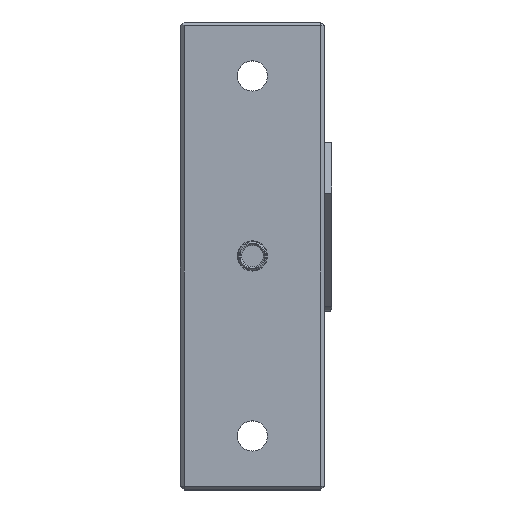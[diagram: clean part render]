
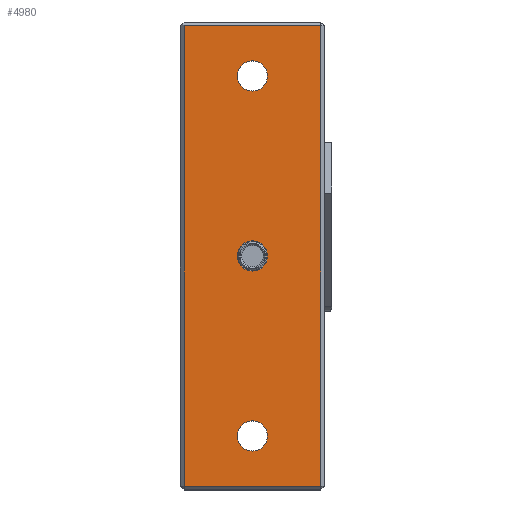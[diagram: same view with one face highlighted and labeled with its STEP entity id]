
A CAD part, top view. The second image highlights one B-rep face of the part: STEP entity #4980.
In plain terms, the highlighted planar face has unit normal (0, 0, 1).
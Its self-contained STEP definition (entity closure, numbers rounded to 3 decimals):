
#4407 = PLANE('',#4408);
#4408 = AXIS2_PLACEMENT_3D('',#4409,#4410,#4411);
#4409 = CARTESIAN_POINT('',(-9.75,-32.5,44.75));
#4410 = DIRECTION('',(0.707,0.,-0.707));
#4411 = DIRECTION('',(0.,1.,0.));
#4529 = VERTEX_POINT('',#4530);
#4530 = CARTESIAN_POINT('',(-9.5,32.,45.));
#4544 = PLANE('',#4545);
#4545 = AXIS2_PLACEMENT_3D('',#4546,#4547,#4548);
#4546 = CARTESIAN_POINT('',(-10.,32.25,44.75));
#4547 = DIRECTION('',(0.,0.707,0.707));
#4548 = DIRECTION('',(1.,0.,0.));
#4556 = EDGE_CURVE('',#4557,#4529,#4559,.T.);
#4557 = VERTEX_POINT('',#4558);
#4558 = CARTESIAN_POINT('',(-9.5,-32.,45.));
#4559 = SURFACE_CURVE('',#4560,(#4564,#4571),.PCURVE_S1.);
#4560 = LINE('',#4561,#4562);
#4561 = CARTESIAN_POINT('',(-9.5,-32.5,45.));
#4562 = VECTOR('',#4563,1.);
#4563 = DIRECTION('',(0.,1.,0.));
#4564 = PCURVE('',#4407,#4565);
#4565 = DEFINITIONAL_REPRESENTATION('',(#4566),#4570);
#4566 = LINE('',#4567,#4568);
#4567 = CARTESIAN_POINT('',(0.,0.354));
#4568 = VECTOR('',#4569,1.);
#4569 = DIRECTION('',(1.,0.));
#4570 = ( GEOMETRIC_REPRESENTATION_CONTEXT(2) 
PARAMETRIC_REPRESENTATION_CONTEXT() REPRESENTATION_CONTEXT('2D SPACE',''
  ) );
#4571 = PCURVE('',#4572,#4577);
#4572 = PLANE('',#4573);
#4573 = AXIS2_PLACEMENT_3D('',#4574,#4575,#4576);
#4574 = CARTESIAN_POINT('',(-10.,-32.5,45.));
#4575 = DIRECTION('',(0.,0.,1.));
#4576 = DIRECTION('',(1.,0.,0.));
#4577 = DEFINITIONAL_REPRESENTATION('',(#4578),#4582);
#4578 = LINE('',#4579,#4580);
#4579 = CARTESIAN_POINT('',(0.5,0.));
#4580 = VECTOR('',#4581,1.);
#4581 = DIRECTION('',(0.,1.));
#4582 = ( GEOMETRIC_REPRESENTATION_CONTEXT(2) 
PARAMETRIC_REPRESENTATION_CONTEXT() REPRESENTATION_CONTEXT('2D SPACE',''
  ) );
#4890 = PLANE('',#4891);
#4891 = AXIS2_PLACEMENT_3D('',#4892,#4893,#4894);
#4892 = CARTESIAN_POINT('',(-10.,-32.25,44.75));
#4893 = DIRECTION('',(0.,0.707,-0.707));
#4894 = DIRECTION('',(-1.,-0.,-0.));
#4908 = EDGE_CURVE('',#4529,#4909,#4911,.T.);
#4909 = VERTEX_POINT('',#4910);
#4910 = CARTESIAN_POINT('',(9.5,32.,45.));
#4911 = SURFACE_CURVE('',#4912,(#4916,#4923),.PCURVE_S1.);
#4912 = LINE('',#4913,#4914);
#4913 = CARTESIAN_POINT('',(-10.,32.,45.));
#4914 = VECTOR('',#4915,1.);
#4915 = DIRECTION('',(1.,0.,0.));
#4916 = PCURVE('',#4544,#4917);
#4917 = DEFINITIONAL_REPRESENTATION('',(#4918),#4922);
#4918 = LINE('',#4919,#4920);
#4919 = CARTESIAN_POINT('',(0.,-0.354));
#4920 = VECTOR('',#4921,1.);
#4921 = DIRECTION('',(1.,0.));
#4922 = ( GEOMETRIC_REPRESENTATION_CONTEXT(2) 
PARAMETRIC_REPRESENTATION_CONTEXT() REPRESENTATION_CONTEXT('2D SPACE',''
  ) );
#4923 = PCURVE('',#4572,#4924);
#4924 = DEFINITIONAL_REPRESENTATION('',(#4925),#4929);
#4925 = LINE('',#4926,#4927);
#4926 = CARTESIAN_POINT('',(0.,64.5));
#4927 = VECTOR('',#4928,1.);
#4928 = DIRECTION('',(1.,0.));
#4929 = ( GEOMETRIC_REPRESENTATION_CONTEXT(2) 
PARAMETRIC_REPRESENTATION_CONTEXT() REPRESENTATION_CONTEXT('2D SPACE',''
  ) );
#4980 = ADVANCED_FACE('',(#4981,#5034,#5065,#5096),#4572,.T.);
#4981 = FACE_BOUND('',#4982,.T.);
#4982 = EDGE_LOOP('',(#4983,#4984,#4985,#5008));
#4983 = ORIENTED_EDGE('',*,*,#4908,.F.);
#4984 = ORIENTED_EDGE('',*,*,#4556,.F.);
#4985 = ORIENTED_EDGE('',*,*,#4986,.T.);
#4986 = EDGE_CURVE('',#4557,#4987,#4989,.T.);
#4987 = VERTEX_POINT('',#4988);
#4988 = CARTESIAN_POINT('',(9.5,-32.,45.));
#4989 = SURFACE_CURVE('',#4990,(#4994,#5001),.PCURVE_S1.);
#4990 = LINE('',#4991,#4992);
#4991 = CARTESIAN_POINT('',(-10.,-32.,45.));
#4992 = VECTOR('',#4993,1.);
#4993 = DIRECTION('',(1.,0.,0.));
#4994 = PCURVE('',#4572,#4995);
#4995 = DEFINITIONAL_REPRESENTATION('',(#4996),#5000);
#4996 = LINE('',#4997,#4998);
#4997 = CARTESIAN_POINT('',(0.,0.5));
#4998 = VECTOR('',#4999,1.);
#4999 = DIRECTION('',(1.,0.));
#5000 = ( GEOMETRIC_REPRESENTATION_CONTEXT(2) 
PARAMETRIC_REPRESENTATION_CONTEXT() REPRESENTATION_CONTEXT('2D SPACE',''
  ) );
#5001 = PCURVE('',#4890,#5002);
#5002 = DEFINITIONAL_REPRESENTATION('',(#5003),#5007);
#5003 = LINE('',#5004,#5005);
#5004 = CARTESIAN_POINT('',(-0.,0.354));
#5005 = VECTOR('',#5006,1.);
#5006 = DIRECTION('',(-1.,0.));
#5007 = ( GEOMETRIC_REPRESENTATION_CONTEXT(2) 
PARAMETRIC_REPRESENTATION_CONTEXT() REPRESENTATION_CONTEXT('2D SPACE',''
  ) );
#5008 = ORIENTED_EDGE('',*,*,#5009,.T.);
#5009 = EDGE_CURVE('',#4987,#4909,#5010,.T.);
#5010 = SURFACE_CURVE('',#5011,(#5015,#5022),.PCURVE_S1.);
#5011 = LINE('',#5012,#5013);
#5012 = CARTESIAN_POINT('',(9.5,-32.5,45.));
#5013 = VECTOR('',#5014,1.);
#5014 = DIRECTION('',(0.,1.,0.));
#5015 = PCURVE('',#4572,#5016);
#5016 = DEFINITIONAL_REPRESENTATION('',(#5017),#5021);
#5017 = LINE('',#5018,#5019);
#5018 = CARTESIAN_POINT('',(19.5,0.));
#5019 = VECTOR('',#5020,1.);
#5020 = DIRECTION('',(0.,1.));
#5021 = ( GEOMETRIC_REPRESENTATION_CONTEXT(2) 
PARAMETRIC_REPRESENTATION_CONTEXT() REPRESENTATION_CONTEXT('2D SPACE',''
  ) );
#5022 = PCURVE('',#5023,#5028);
#5023 = PLANE('',#5024);
#5024 = AXIS2_PLACEMENT_3D('',#5025,#5026,#5027);
#5025 = CARTESIAN_POINT('',(9.75,-32.5,44.75));
#5026 = DIRECTION('',(0.707,0.,0.707));
#5027 = DIRECTION('',(0.,-1.,0.));
#5028 = DEFINITIONAL_REPRESENTATION('',(#5029),#5033);
#5029 = LINE('',#5030,#5031);
#5030 = CARTESIAN_POINT('',(-0.,-0.354));
#5031 = VECTOR('',#5032,1.);
#5032 = DIRECTION('',(-1.,0.));
#5033 = ( GEOMETRIC_REPRESENTATION_CONTEXT(2) 
PARAMETRIC_REPRESENTATION_CONTEXT() REPRESENTATION_CONTEXT('2D SPACE',''
  ) );
#5034 = FACE_BOUND('',#5035,.T.);
#5035 = EDGE_LOOP('',(#5036));
#5036 = ORIENTED_EDGE('',*,*,#5037,.F.);
#5037 = EDGE_CURVE('',#5038,#5038,#5040,.T.);
#5038 = VERTEX_POINT('',#5039);
#5039 = CARTESIAN_POINT('',(2.1,0.,45.));
#5040 = SURFACE_CURVE('',#5041,(#5046,#5053),.PCURVE_S1.);
#5041 = CIRCLE('',#5042,2.1);
#5042 = AXIS2_PLACEMENT_3D('',#5043,#5044,#5045);
#5043 = CARTESIAN_POINT('',(0.,0.,45.));
#5044 = DIRECTION('',(0.,0.,1.));
#5045 = DIRECTION('',(1.,0.,0.));
#5046 = PCURVE('',#4572,#5047);
#5047 = DEFINITIONAL_REPRESENTATION('',(#5048),#5052);
#5048 = CIRCLE('',#5049,2.1);
#5049 = AXIS2_PLACEMENT_2D('',#5050,#5051);
#5050 = CARTESIAN_POINT('',(10.,32.5));
#5051 = DIRECTION('',(1.,0.));
#5052 = ( GEOMETRIC_REPRESENTATION_CONTEXT(2) 
PARAMETRIC_REPRESENTATION_CONTEXT() REPRESENTATION_CONTEXT('2D SPACE',''
  ) );
#5053 = PCURVE('',#5054,#5059);
#5054 = CYLINDRICAL_SURFACE('',#5055,2.1);
#5055 = AXIS2_PLACEMENT_3D('',#5056,#5057,#5058);
#5056 = CARTESIAN_POINT('',(0.,0.,45.));
#5057 = DIRECTION('',(0.,0.,1.));
#5058 = DIRECTION('',(1.,0.,0.));
#5059 = DEFINITIONAL_REPRESENTATION('',(#5060),#5064);
#5060 = LINE('',#5061,#5062);
#5061 = CARTESIAN_POINT('',(0.,0.));
#5062 = VECTOR('',#5063,1.);
#5063 = DIRECTION('',(1.,0.));
#5064 = ( GEOMETRIC_REPRESENTATION_CONTEXT(2) 
PARAMETRIC_REPRESENTATION_CONTEXT() REPRESENTATION_CONTEXT('2D SPACE',''
  ) );
#5065 = FACE_BOUND('',#5066,.T.);
#5066 = EDGE_LOOP('',(#5067));
#5067 = ORIENTED_EDGE('',*,*,#5068,.F.);
#5068 = EDGE_CURVE('',#5069,#5069,#5071,.T.);
#5069 = VERTEX_POINT('',#5070);
#5070 = CARTESIAN_POINT('',(2.1,25.,45.));
#5071 = SURFACE_CURVE('',#5072,(#5077,#5084),.PCURVE_S1.);
#5072 = CIRCLE('',#5073,2.1);
#5073 = AXIS2_PLACEMENT_3D('',#5074,#5075,#5076);
#5074 = CARTESIAN_POINT('',(0.,25.,45.));
#5075 = DIRECTION('',(0.,0.,1.));
#5076 = DIRECTION('',(1.,0.,0.));
#5077 = PCURVE('',#4572,#5078);
#5078 = DEFINITIONAL_REPRESENTATION('',(#5079),#5083);
#5079 = CIRCLE('',#5080,2.1);
#5080 = AXIS2_PLACEMENT_2D('',#5081,#5082);
#5081 = CARTESIAN_POINT('',(10.,57.5));
#5082 = DIRECTION('',(1.,0.));
#5083 = ( GEOMETRIC_REPRESENTATION_CONTEXT(2) 
PARAMETRIC_REPRESENTATION_CONTEXT() REPRESENTATION_CONTEXT('2D SPACE',''
  ) );
#5084 = PCURVE('',#5085,#5090);
#5085 = CYLINDRICAL_SURFACE('',#5086,2.1);
#5086 = AXIS2_PLACEMENT_3D('',#5087,#5088,#5089);
#5087 = CARTESIAN_POINT('',(0.,25.,45.));
#5088 = DIRECTION('',(0.,0.,1.));
#5089 = DIRECTION('',(1.,0.,0.));
#5090 = DEFINITIONAL_REPRESENTATION('',(#5091),#5095);
#5091 = LINE('',#5092,#5093);
#5092 = CARTESIAN_POINT('',(0.,0.));
#5093 = VECTOR('',#5094,1.);
#5094 = DIRECTION('',(1.,0.));
#5095 = ( GEOMETRIC_REPRESENTATION_CONTEXT(2) 
PARAMETRIC_REPRESENTATION_CONTEXT() REPRESENTATION_CONTEXT('2D SPACE',''
  ) );
#5096 = FACE_BOUND('',#5097,.T.);
#5097 = EDGE_LOOP('',(#5098));
#5098 = ORIENTED_EDGE('',*,*,#5099,.F.);
#5099 = EDGE_CURVE('',#5100,#5100,#5102,.T.);
#5100 = VERTEX_POINT('',#5101);
#5101 = CARTESIAN_POINT('',(2.1,-25.,45.));
#5102 = SURFACE_CURVE('',#5103,(#5108,#5115),.PCURVE_S1.);
#5103 = CIRCLE('',#5104,2.1);
#5104 = AXIS2_PLACEMENT_3D('',#5105,#5106,#5107);
#5105 = CARTESIAN_POINT('',(0.,-25.,45.));
#5106 = DIRECTION('',(0.,0.,1.));
#5107 = DIRECTION('',(1.,0.,0.));
#5108 = PCURVE('',#4572,#5109);
#5109 = DEFINITIONAL_REPRESENTATION('',(#5110),#5114);
#5110 = CIRCLE('',#5111,2.1);
#5111 = AXIS2_PLACEMENT_2D('',#5112,#5113);
#5112 = CARTESIAN_POINT('',(10.,7.5));
#5113 = DIRECTION('',(1.,0.));
#5114 = ( GEOMETRIC_REPRESENTATION_CONTEXT(2) 
PARAMETRIC_REPRESENTATION_CONTEXT() REPRESENTATION_CONTEXT('2D SPACE',''
  ) );
#5115 = PCURVE('',#5116,#5121);
#5116 = CYLINDRICAL_SURFACE('',#5117,2.1);
#5117 = AXIS2_PLACEMENT_3D('',#5118,#5119,#5120);
#5118 = CARTESIAN_POINT('',(0.,-25.,45.));
#5119 = DIRECTION('',(0.,0.,1.));
#5120 = DIRECTION('',(1.,0.,0.));
#5121 = DEFINITIONAL_REPRESENTATION('',(#5122),#5126);
#5122 = LINE('',#5123,#5124);
#5123 = CARTESIAN_POINT('',(0.,0.));
#5124 = VECTOR('',#5125,1.);
#5125 = DIRECTION('',(1.,0.));
#5126 = ( GEOMETRIC_REPRESENTATION_CONTEXT(2) 
PARAMETRIC_REPRESENTATION_CONTEXT() REPRESENTATION_CONTEXT('2D SPACE',''
  ) );
